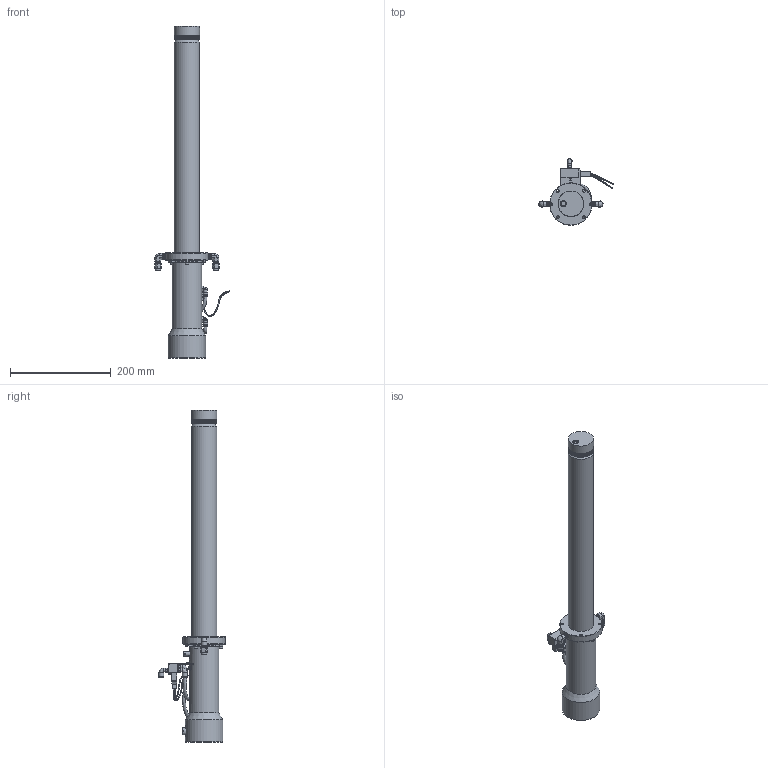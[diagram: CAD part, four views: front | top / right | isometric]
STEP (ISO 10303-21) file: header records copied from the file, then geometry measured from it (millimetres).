
FILE_DESCRIPTION(/* description */ (''),/* implementation_level */ '2;1');
FILE_NAME(/* name */ '153206-22 - RSH600, 450mm Length, SS Flat Heat (Outline Model Rev.A).stp',/* time_stamp */ '2018-11-09T15:54:43-05:00',/* author */ (''),/* organization */ (''),/* preprocessor_version */ 'ST-DEVELOPER v16',/* originating_system */ 'SIEMENS PLM Software NX 10.0',/* authorisation */ '');
FILE_SCHEMA (('AUTOMOTIVE_DESIGN { 1 0 10303 214 3 1 1 1 }'));
Length unit declared in the file: millimetre
Products named in the file (1): 153206-22 - RSH600, 450mm Length, SS Flat Heat (Outline Model Rev.A)
Bounding box: 148.23 x 132.03 x 657.5 mm (x, y, z)
Volume: 1601735.3 mm3; surface area: 157031.9 mm2
Topology: 5 solids, 5 shells, 1203 faces, 3369 edges, 2225 vertices
Faces by surface type: plane 978, cylinder 111, cone 48, bspline 36, torus 21, extrusion 9
Full cylindrical faces by diameter (mm): 1.25 x7, 1.5 x3, 2 x4, 3.5 x2, 4 x6, 5 x11, 5.75 x4, 6 x2, 7 x6, 8 x8, 8.5 x1, 9 x2, 10 x10, 10.3 x2, 11 x1, 12 x2, 14 x1, 50 x2, 58 x1, 74 x1, 84 x1
Entity records: 51392 total; most frequent: CARTESIAN_POINT 13704, ORIENTED_EDGE 6180, DIRECTION 5569, EDGE_CURVE 3090, VECTOR 2571, LINE 2562, VERTEX_POINT 2127, AXIS2_PLACEMENT_3D 1499
